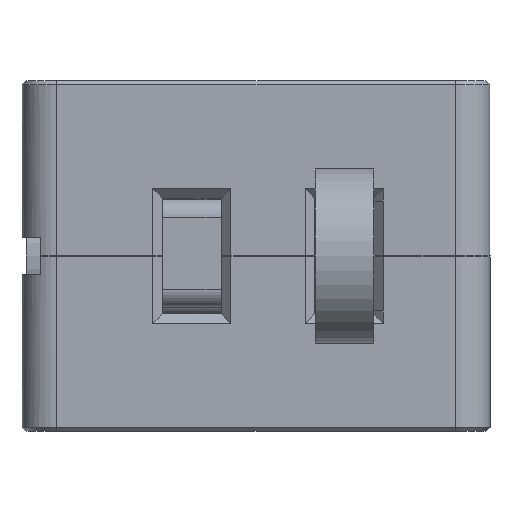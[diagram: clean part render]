
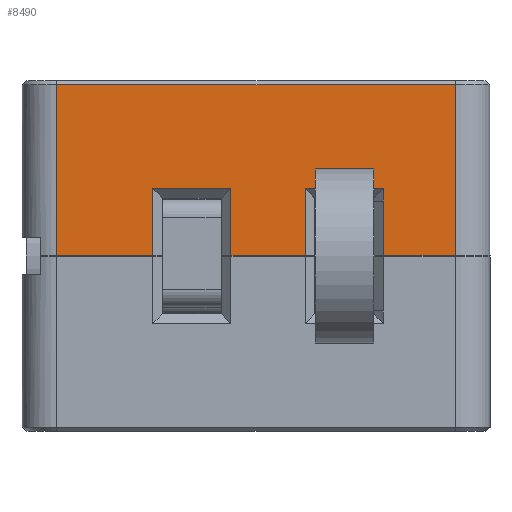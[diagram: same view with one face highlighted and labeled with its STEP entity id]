
A CAD part, left-side view. The second image highlights one B-rep face of the part: STEP entity #8490.
In plain terms, the highlighted planar face has unit normal (-1, 0, 0).
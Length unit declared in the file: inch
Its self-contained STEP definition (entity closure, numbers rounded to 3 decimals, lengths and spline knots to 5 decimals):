
#624=PLANE('',#9234);
#1061=FACE_OUTER_BOUND('',#1575,.T.);
#1575=EDGE_LOOP('',(#7589,#7590,#7591,#7592,#7593,#7594,#7595,#7596,#7597,
#7598,#7599,#7600,#7601,#7602));
#2241=LINE('',#17290,#3036);
#2245=LINE('',#17299,#3040);
#2249=LINE('',#17306,#3044);
#2250=LINE('',#17309,#3045);
#2257=LINE('',#17322,#3052);
#2269=LINE('',#17353,#3064);
#2271=LINE('',#17356,#3066);
#2272=LINE('',#17358,#3067);
#2277=LINE('',#17368,#3072);
#2326=LINE('',#17490,#3121);
#2334=LINE('',#17517,#3129);
#2336=LINE('',#17522,#3131);
#2337=LINE('',#17524,#3132);
#2338=LINE('',#17525,#3133);
#3036=VECTOR('',#11035,0.3937);
#3040=VECTOR('',#11041,0.3937);
#3044=VECTOR('',#11047,0.3937);
#3045=VECTOR('',#11050,0.3937);
#3052=VECTOR('',#11059,0.3937);
#3064=VECTOR('',#11083,0.3937);
#3066=VECTOR('',#11087,0.3937);
#3067=VECTOR('',#11090,0.3937);
#3072=VECTOR('',#11099,0.3937);
#3121=VECTOR('',#11208,0.3937);
#3129=VECTOR('',#11240,0.3937);
#3131=VECTOR('',#11246,0.3937);
#3132=VECTOR('',#11247,0.3937);
#3133=VECTOR('',#11248,0.3937);
#4145=VERTEX_POINT('',#17287);
#4146=VERTEX_POINT('',#17289);
#4149=VERTEX_POINT('',#17296);
#4150=VERTEX_POINT('',#17298);
#4152=VERTEX_POINT('',#17304);
#4153=VERTEX_POINT('',#17308);
#4158=VERTEX_POINT('',#17320);
#4170=VERTEX_POINT('',#17350);
#4171=VERTEX_POINT('',#17352);
#4174=VERTEX_POINT('',#17366);
#4214=VERTEX_POINT('',#17480);
#4216=VERTEX_POINT('',#17486);
#4224=VERTEX_POINT('',#17516);
#4226=VERTEX_POINT('',#17523);
#5266=EDGE_CURVE('',#4146,#4145,#2241,.T.);
#5270=EDGE_CURVE('',#4149,#4150,#2245,.T.);
#5274=EDGE_CURVE('',#4152,#4149,#2249,.T.);
#5275=EDGE_CURVE('',#4150,#4153,#2250,.T.);
#5282=EDGE_CURVE('',#4158,#4152,#2257,.T.);
#5297=EDGE_CURVE('',#4170,#4171,#2269,.T.);
#5299=EDGE_CURVE('',#4146,#4170,#2271,.T.);
#5300=EDGE_CURVE('',#4171,#4158,#2272,.T.);
#5305=EDGE_CURVE('',#4174,#4145,#2277,.T.);
#5367=EDGE_CURVE('',#4214,#4216,#2326,.T.);
#5381=EDGE_CURVE('',#4216,#4224,#2334,.T.);
#5384=EDGE_CURVE('',#4224,#4174,#2336,.T.);
#5385=EDGE_CURVE('',#4226,#4214,#2337,.T.);
#5386=EDGE_CURVE('',#4153,#4226,#2338,.T.);
#7589=ORIENTED_EDGE('',*,*,#5274,.F.);
#7590=ORIENTED_EDGE('',*,*,#5282,.F.);
#7591=ORIENTED_EDGE('',*,*,#5300,.F.);
#7592=ORIENTED_EDGE('',*,*,#5297,.F.);
#7593=ORIENTED_EDGE('',*,*,#5299,.F.);
#7594=ORIENTED_EDGE('',*,*,#5266,.T.);
#7595=ORIENTED_EDGE('',*,*,#5305,.F.);
#7596=ORIENTED_EDGE('',*,*,#5384,.F.);
#7597=ORIENTED_EDGE('',*,*,#5381,.F.);
#7598=ORIENTED_EDGE('',*,*,#5367,.F.);
#7599=ORIENTED_EDGE('',*,*,#5385,.F.);
#7600=ORIENTED_EDGE('',*,*,#5386,.F.);
#7601=ORIENTED_EDGE('',*,*,#5275,.F.);
#7602=ORIENTED_EDGE('',*,*,#5270,.F.);
#8490=ADVANCED_FACE('',(#1061),#624,.T.);
#9234=AXIS2_PLACEMENT_3D('',#17521,#11244,#11245);
#11035=DIRECTION('',(0.,-1.,0.));
#11041=DIRECTION('',(0.,1.,0.));
#11047=DIRECTION('',(0.,0.,1.));
#11050=DIRECTION('',(0.,0.,-1.));
#11059=DIRECTION('',(0.,1.,0.));
#11083=DIRECTION('',(0.,1.,0.));
#11087=DIRECTION('',(0.,0.,1.));
#11090=DIRECTION('',(0.,0.,-1.));
#11099=DIRECTION('',(0.,0.,1.));
#11208=DIRECTION('',(0.,-1.,0.));
#11240=DIRECTION('',(0.,0.,-1.));
#11244=DIRECTION('center_axis',(-1.,0.,0.));
#11245=DIRECTION('ref_axis',(0.,-1.,0.));
#11246=DIRECTION('',(0.,1.,0.));
#11247=DIRECTION('',(0.,0.,1.));
#11248=DIRECTION('',(0.,1.,0.));
#17287=CARTESIAN_POINT('',(-0.375,-0.27257,0.1175));
#17289=CARTESIAN_POINT('',(-0.375,-0.27207,0.1175));
#17290=CARTESIAN_POINT('',(-0.375,0.25,0.1175));
#17296=CARTESIAN_POINT('',(-0.375,0.05343,0.14407));
#17298=CARTESIAN_POINT('',(-0.375,0.22057,0.14407));
#17299=CARTESIAN_POINT('',(-0.375,0.287,0.14407));
#17304=CARTESIAN_POINT('',(-0.375,0.05343,0.));
#17306=CARTESIAN_POINT('',(-0.375,0.05343,0.));
#17308=CARTESIAN_POINT('',(-0.375,0.22057,0.));
#17309=CARTESIAN_POINT('',(-0.375,0.22057,0.));
#17320=CARTESIAN_POINT('',(-0.375,-0.10543,0.));
#17322=CARTESIAN_POINT('',(-0.375,-0.5,0.));
#17350=CARTESIAN_POINT('',(-0.375,-0.27207,0.14407));
#17352=CARTESIAN_POINT('',(-0.375,-0.10543,0.14407));
#17353=CARTESIAN_POINT('',(-0.375,0.187,0.14407));
#17356=CARTESIAN_POINT('',(-0.375,-0.27207,0.0765));
#17358=CARTESIAN_POINT('',(-0.375,-0.10543,0.));
#17366=CARTESIAN_POINT('',(-0.375,-0.27257,0.));
#17368=CARTESIAN_POINT('',(-0.375,-0.27257,0.));
#17480=CARTESIAN_POINT('',(-0.375,0.426,0.36595));
#17486=CARTESIAN_POINT('',(-0.375,-0.426,0.36595));
#17490=CARTESIAN_POINT('',(-0.375,0.25,0.36595));
#17516=CARTESIAN_POINT('',(-0.375,-0.426,0.));
#17517=CARTESIAN_POINT('',(-0.375,-0.426,0.));
#17521=CARTESIAN_POINT('Origin',(-0.375,0.5,0.));
#17522=CARTESIAN_POINT('',(-0.375,-0.5,0.));
#17523=CARTESIAN_POINT('',(-0.375,0.426,0.));
#17524=CARTESIAN_POINT('',(-0.375,0.426,0.));
#17525=CARTESIAN_POINT('',(-0.375,-0.5,0.));
